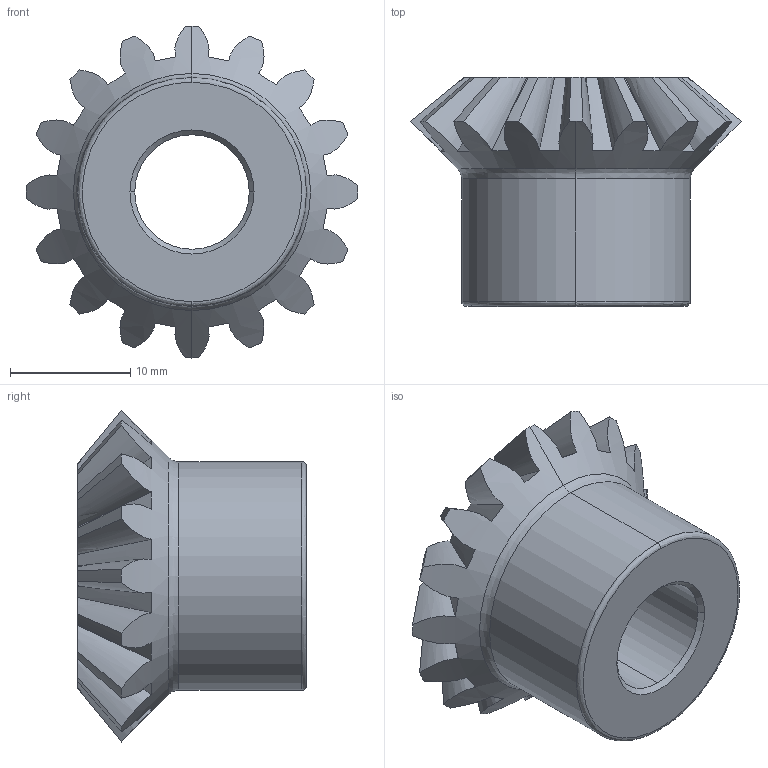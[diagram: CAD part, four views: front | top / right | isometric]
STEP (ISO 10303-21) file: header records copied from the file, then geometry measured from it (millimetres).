
FILE_DESCRIPTION (( 'STEP AP203' ), '1' );
FILE_NAME ('6529K11.step', '2015-09-21T21:53:29', ( '' ), ( '' ), 'SwSTEP 2.0', 'SolidWorks 2010', '' );
FILE_SCHEMA (( 'CONFIG_CONTROL_DESIGN' ));
Length unit declared in the file: inch
Products named in the file (1): 6529K11
Bounding box: 27.64 x 19.05 x 27.65 mm (x, y, z)
Volume: 4597.5 mm3; surface area: 2737 mm2
Topology: 1 solids, 1 shells, 81 faces, 228 edges, 149 vertices
Faces by surface type: bspline 52, cone 23, cylinder 4, plane 2
Entity records: 7820 total; most frequent: CARTESIAN_POINT 6013, ORIENTED_EDGE 456, EDGE_CURVE 228, DIRECTION 213, VERTEX_POINT 149, B_SPLINE_CURVE_WITH_KNOTS 128, AXIS2_PLACEMENT_3D 85, EDGE_LOOP 83
